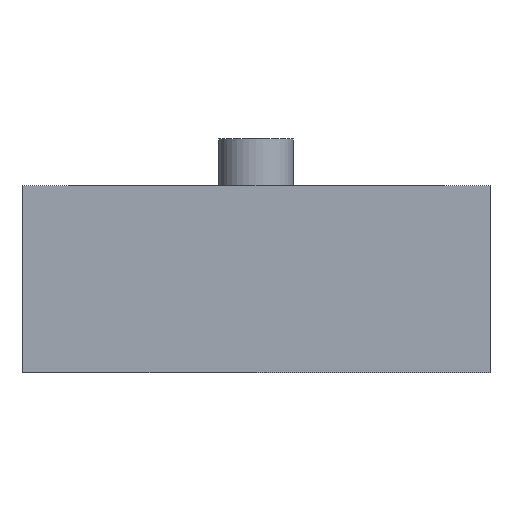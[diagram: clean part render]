
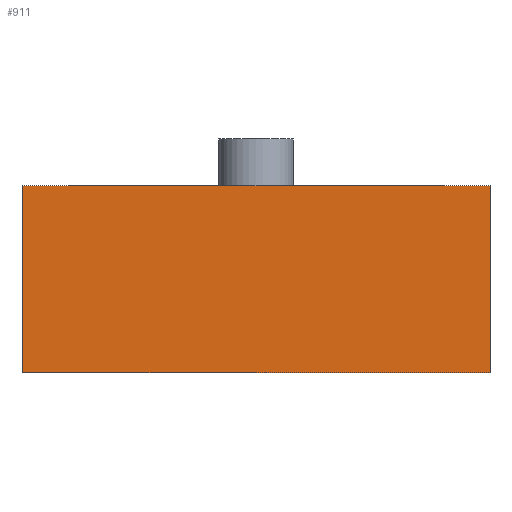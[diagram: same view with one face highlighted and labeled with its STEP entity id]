
A CAD part, front view. The second image highlights one B-rep face of the part: STEP entity #911.
In plain terms, the highlighted planar face has unit normal (0, -1, 0).
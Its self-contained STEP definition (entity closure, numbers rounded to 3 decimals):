
#69=LINE('',#1624,#109);
#77=LINE('',#1639,#117);
#78=LINE('',#1641,#118);
#79=LINE('',#1642,#119);
#109=VECTOR('',#1301,10.);
#117=VECTOR('',#1313,10.);
#118=VECTOR('',#1316,10.);
#119=VECTOR('',#1317,10.);
#137=PLANE('',#1045);
#180=FACE_OUTER_BOUND('',#255,.T.);
#255=EDGE_LOOP('',(#754,#755,#756,#757));
#443=VERTEX_POINT('',#1620);
#445=VERTEX_POINT('',#1623);
#449=VERTEX_POINT('',#1635);
#450=VERTEX_POINT('',#1637);
#556=EDGE_CURVE('',#443,#445,#69,.T.);
#564=EDGE_CURVE('',#449,#450,#77,.T.);
#565=EDGE_CURVE('',#449,#443,#78,.T.);
#566=EDGE_CURVE('',#445,#450,#79,.T.);
#754=ORIENTED_EDGE('',*,*,#565,.F.);
#755=ORIENTED_EDGE('',*,*,#564,.T.);
#756=ORIENTED_EDGE('',*,*,#566,.F.);
#757=ORIENTED_EDGE('',*,*,#556,.F.);
#911=ADVANCED_FACE('',(#180),#137,.T.);
#1045=AXIS2_PLACEMENT_3D('',#1640,#1314,#1315);
#1301=DIRECTION('',(0.,0.,1.));
#1313=DIRECTION('',(0.,0.,1.));
#1314=DIRECTION('center_axis',(0.,-1.,0.));
#1315=DIRECTION('ref_axis',(1.,0.,0.));
#1316=DIRECTION('',(-1.,0.,0.));
#1317=DIRECTION('',(1.,0.,0.));
#1620=CARTESIAN_POINT('',(0.,-250.,0.));
#1623=CARTESIAN_POINT('',(0.,-250.,10.));
#1624=CARTESIAN_POINT('',(0.,-250.,0.));
#1635=CARTESIAN_POINT('',(25.,-250.,0.));
#1637=CARTESIAN_POINT('',(25.,-250.,10.));
#1639=CARTESIAN_POINT('',(25.,-250.,0.));
#1640=CARTESIAN_POINT('Origin',(0.,-250.,0.));
#1641=CARTESIAN_POINT('',(25.,-250.,0.));
#1642=CARTESIAN_POINT('',(25.,-250.,10.));
